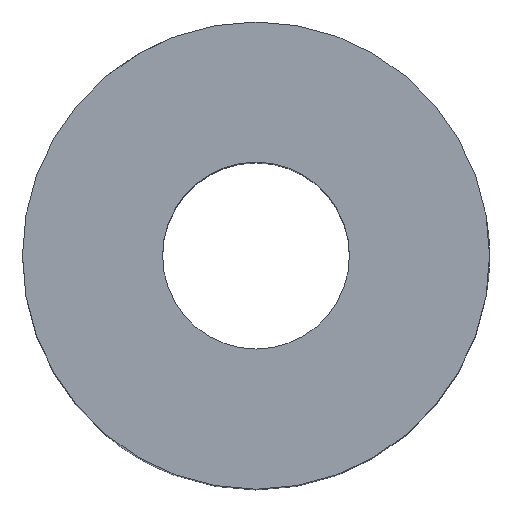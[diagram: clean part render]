
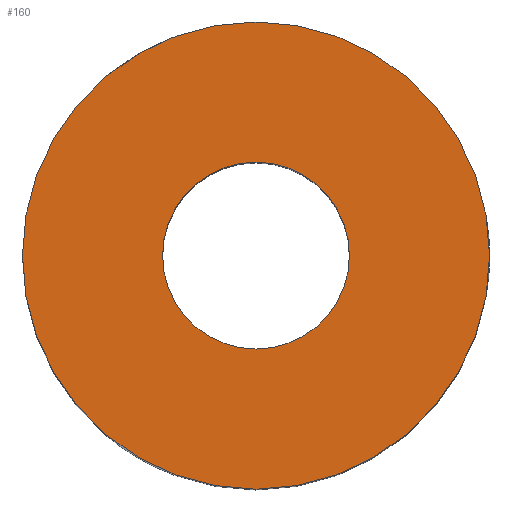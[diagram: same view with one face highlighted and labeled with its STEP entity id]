
A CAD part, top view. The second image highlights one B-rep face of the part: STEP entity #160.
In plain terms, the highlighted planar face has unit normal (0, 0, 1).
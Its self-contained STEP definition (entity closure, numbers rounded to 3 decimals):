
#15=PLANE('',#185);
#23=FACE_BOUND('',#46,.T.);
#25=CIRCLE('',#180,10.);
#27=CIRCLE('',#183,25.);
#32=FACE_OUTER_BOUND('',#45,.T.);
#45=EDGE_LOOP('',(#136));
#46=EDGE_LOOP('',(#137));
#77=VERTEX_POINT('',#299);
#83=VERTEX_POINT('',#381);
#94=EDGE_CURVE('',#77,#77,#25,.T.);
#101=EDGE_CURVE('',#83,#83,#27,.T.);
#136=ORIENTED_EDGE('',*,*,#101,.T.);
#137=ORIENTED_EDGE('',*,*,#94,.T.);
#160=ADVANCED_FACE('',(#32,#23),#15,.T.);
#180=AXIS2_PLACEMENT_3D('',#300,#196,#197);
#183=AXIS2_PLACEMENT_3D('',#382,#203,#204);
#185=AXIS2_PLACEMENT_3D('',#464,#208,#209);
#196=DIRECTION('center_axis',(0.,0.,-1.));
#197=DIRECTION('ref_axis',(1.,0.,0.));
#203=DIRECTION('center_axis',(0.,0.,1.));
#204=DIRECTION('ref_axis',(1.,0.,0.));
#208=DIRECTION('center_axis',(0.,0.,1.));
#209=DIRECTION('ref_axis',(1.,0.,0.));
#299=CARTESIAN_POINT('',(-10.,0.,50.));
#300=CARTESIAN_POINT('Origin',(0.,0.,50.));
#381=CARTESIAN_POINT('',(-25.,0.,50.));
#382=CARTESIAN_POINT('Origin',(0.,0.,50.));
#464=CARTESIAN_POINT('Origin',(0.,0.,50.));
